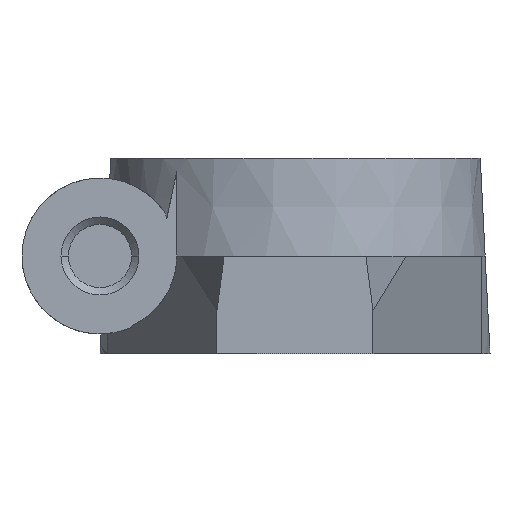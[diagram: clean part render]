
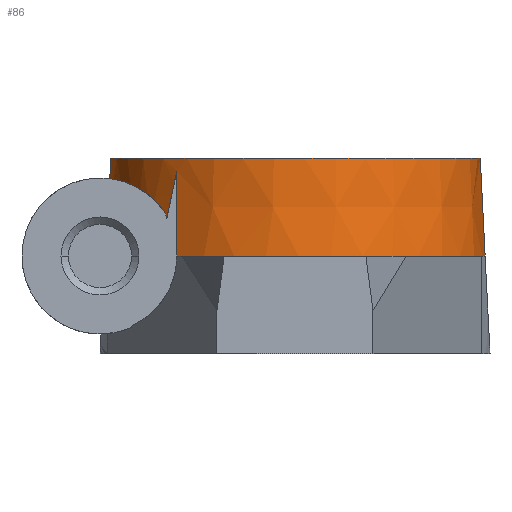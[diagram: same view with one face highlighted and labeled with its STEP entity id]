
A CAD part, left-side view. The second image highlights one B-rep face of the part: STEP entity #86.
In plain terms, the highlighted conical face has half-angle 2.862 degrees and reference radius 9.75 mm.
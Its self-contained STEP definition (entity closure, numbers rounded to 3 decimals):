
#86 = ADVANCED_FACE( '', ( #169 ), #170, .T. );
#169 = FACE_OUTER_BOUND( '', #320, .T. );
#170 = CONICAL_SURFACE( '', #321, 9.75, 0.05 );
#320 = EDGE_LOOP( '', ( #530, #531, #532, #533, #534, #535, #536, #537, #538, #539 ) );
#321 = AXIS2_PLACEMENT_3D( '', #540, #541, #542 );
#530 = ORIENTED_EDGE( '', *, *, #1078, .F. );
#531 = ORIENTED_EDGE( '', *, *, #1079, .F. );
#532 = ORIENTED_EDGE( '', *, *, #1080, .T. );
#533 = ORIENTED_EDGE( '', *, *, #1081, .T. );
#534 = ORIENTED_EDGE( '', *, *, #1082, .T. );
#535 = ORIENTED_EDGE( '', *, *, #1083, .T. );
#536 = ORIENTED_EDGE( '', *, *, #1084, .T. );
#537 = ORIENTED_EDGE( '', *, *, #1085, .T. );
#538 = ORIENTED_EDGE( '', *, *, #1086, .T. );
#539 = ORIENTED_EDGE( '', *, *, #1087, .F. );
#540 = CARTESIAN_POINT( '', ( 0., 0., 5. ) );
#541 = DIRECTION( '', ( 0., 0., -1. ) );
#542 = DIRECTION( '', ( 0., 1., 0. ) );
#1078 = EDGE_CURVE( '', #1307, #1308, #1309, .T. );
#1079 = EDGE_CURVE( '', #1310, #1307, #1311, .T. );
#1080 = EDGE_CURVE( '', #1310, #1312, #1313, .T. );
#1081 = EDGE_CURVE( '', #1312, #1314, #1315, .T. );
#1082 = EDGE_CURVE( '', #1314, #1316, #1317, .T. );
#1083 = EDGE_CURVE( '', #1316, #1318, #1319, .T. );
#1084 = EDGE_CURVE( '', #1318, #1320, #1321, .T. );
#1085 = EDGE_CURVE( '', #1320, #1322, #1323, .T. );
#1086 = EDGE_CURVE( '', #1322, #1324, #1325, .T. );
#1087 = EDGE_CURVE( '', #1308, #1324, #1326, .T. );
#1307 = VERTEX_POINT( '', #1643 );
#1308 = VERTEX_POINT( '', #1644 );
#1309 = LINE( '', #1645, #1646 );
#1310 = VERTEX_POINT( '', #1647 );
#1311 = CIRCLE( '', #1648, 9.5 );
#1312 = VERTEX_POINT( '', #1649 );
#1313 = ( B_SPLINE_CURVE( 2, ( #1651, #1652, #1653 ), .UNSPECIFIED., .F., .F. )B_SPLINE_CURVE_WITH_KNOTS( ( 3, 3 ), ( 0., 5.006 ), .UNSPECIFIED. )RATIONAL_B_SPLINE_CURVE( ( 1., 1., 1. ) )BOUNDED_CURVE(  )REPRESENTATION_ITEM( '' )GEOMETRIC_REPRESENTATION_ITEM(  )CURVE(  ) );
#1314 = VERTEX_POINT( '', #1660 );
#1315 = B_SPLINE_CURVE_WITH_KNOTS( '', 3, ( #1661, #1662, #1663, #1664, #1665, #1666, #1667, #1668, #1669, #1670, #1671, #1672, #1673, #1674, #1675, #1676 ), .UNSPECIFIED., .F., .F., ( 4, 2, 2, 2, 2, 2, 2, 4 ), ( 1.107, 1.119, 2.123, 4.13, 6.137, 7.141, 8.144, 8.335 ), .UNSPECIFIED. );
#1316 = VERTEX_POINT( '', #1677 );
#1317 = ( B_SPLINE_CURVE( 2, ( #1679, #1680, #1681 ), .UNSPECIFIED., .F., .F. )B_SPLINE_CURVE_WITH_KNOTS( ( 3, 3 ), ( 1.87, 1.972 ), .UNSPECIFIED. )RATIONAL_B_SPLINE_CURVE( ( 1., 1., 1. ) )BOUNDED_CURVE(  )REPRESENTATION_ITEM( '' )GEOMETRIC_REPRESENTATION_ITEM(  )CURVE(  ) );
#1318 = VERTEX_POINT( '', #1688 );
#1319 = B_SPLINE_CURVE_WITH_KNOTS( '', 3, ( #1689, #1690, #1691, #1692, #1693, #1694, #1695, #1696, #1697, #1698, #1699, #1700, #1701, #1702, #1703, #1704, #1705, #1706, #1707, #1708, #1709, #1710 ), .UNSPECIFIED., .F., .F., ( 4, 2, 2, 2, 2, 2, 2, 2, 2, 2, 4 ), ( 21.898, 21.901, 22.897, 24.888, 26.879, 27.874, 28.87, 29.51, 30.151, 30.791, 31.31 ), .UNSPECIFIED. );
#1320 = VERTEX_POINT( '', #1711 );
#1321 = ELLIPSE( '', #1712, 44.491, 11.105 );
#1322 = VERTEX_POINT( '', #1713 );
#1323 = ELLIPSE( '', #1714, 41.441, 8.337 );
#1324 = VERTEX_POINT( '', #1715 );
#1325 = ( B_SPLINE_CURVE( 2, ( #1717, #1718, #1719 ), .UNSPECIFIED., .F., .F. )B_SPLINE_CURVE_WITH_KNOTS( ( 3, 3 ), ( 0., 4.359 ), .UNSPECIFIED. )RATIONAL_B_SPLINE_CURVE( ( 1., 1., 1. ) )BOUNDED_CURVE(  )REPRESENTATION_ITEM( '' )GEOMETRIC_REPRESENTATION_ITEM(  )CURVE(  ) );
#1326 = CIRCLE( '', #1726, 9.75 );
#1643 = CARTESIAN_POINT( '', ( 0., -9.5, 10. ) );
#1644 = CARTESIAN_POINT( '', ( 0., -9.75, 5. ) );
#1645 = CARTESIAN_POINT( '', ( 0., -9.75, 5. ) );
#1646 = VECTOR( '', #2154, 1. );
#1647 = CARTESIAN_POINT( '', ( -1., 9.447, 10. ) );
#1648 = AXIS2_PLACEMENT_3D( '', #2155, #2156, #2157 );
#1649 = CARTESIAN_POINT( '', ( -1., 9.499, 8.969 ) );
#1651 = CARTESIAN_POINT( '', ( -1., 9.447, 10. ) );
#1652 = CARTESIAN_POINT( '', ( -1., 9.571, 7.533 ) );
#1653 = CARTESIAN_POINT( '', ( -1., 9.699, 5. ) );
#1660 = CARTESIAN_POINT( '', ( -7., 6.631, 7.157 ) );
#1661 = CARTESIAN_POINT( '', ( -1., 9.499, 8.969 ) );
#1662 = CARTESIAN_POINT( '', ( -1.004, 9.499, 8.968 ) );
#1663 = CARTESIAN_POINT( '', ( -1.008, 9.498, 8.968 ) );
#1664 = CARTESIAN_POINT( '', ( -1.351, 9.462, 8.964 ) );
#1665 = CARTESIAN_POINT( '', ( -1.689, 9.408, 8.957 ) );
#1666 = CARTESIAN_POINT( '', ( -2.693, 9.192, 8.92 ) );
#1667 = CARTESIAN_POINT( '', ( -3.347, 8.976, 8.877 ) );
#1668 = CARTESIAN_POINT( '', ( -4.563, 8.433, 8.692 ) );
#1669 = CARTESIAN_POINT( '', ( -5.126, 8.107, 8.548 ) );
#1670 = CARTESIAN_POINT( '', ( -5.872, 7.588, 8.198 ) );
#1671 = CARTESIAN_POINT( '', ( -6.104, 7.411, 8.059 ) );
#1672 = CARTESIAN_POINT( '', ( -6.531, 7.06, 7.723 ) );
#1673 = CARTESIAN_POINT( '', ( -6.727, 6.886, 7.527 ) );
#1674 = CARTESIAN_POINT( '', ( -6.935, 6.692, 7.25 ) );
#1675 = CARTESIAN_POINT( '', ( -6.968, 6.661, 7.204 ) );
#1676 = CARTESIAN_POINT( '', ( -7., 6.631, 7.157 ) );
#1677 = CARTESIAN_POINT( '', ( -7., 6.638, 7.055 ) );
#1679 = CARTESIAN_POINT( '', ( -7., 6.631, 7.157 ) );
#1680 = CARTESIAN_POINT( '', ( -7., 6.635, 7.106 ) );
#1681 = CARTESIAN_POINT( '', ( -7., 6.638, 7.055 ) );
#1688 = CARTESIAN_POINT( '', ( -7.073, 6.569, 6.938 ) );
#1689 = CARTESIAN_POINT( '', ( -1., 9.502, 8.908 ) );
#1690 = CARTESIAN_POINT( '', ( -1.001, 9.502, 8.908 ) );
#1691 = CARTESIAN_POINT( '', ( -1.003, 9.502, 8.908 ) );
#1692 = CARTESIAN_POINT( '', ( -1.34, 9.466, 8.904 ) );
#1693 = CARTESIAN_POINT( '', ( -1.676, 9.413, 8.897 ) );
#1694 = CARTESIAN_POINT( '', ( -2.673, 9.201, 8.861 ) );
#1695 = CARTESIAN_POINT( '', ( -3.322, 8.988, 8.818 ) );
#1696 = CARTESIAN_POINT( '', ( -4.531, 8.453, 8.635 ) );
#1697 = CARTESIAN_POINT( '', ( -5.091, 8.132, 8.493 ) );
#1698 = CARTESIAN_POINT( '', ( -5.834, 7.621, 8.147 ) );
#1699 = CARTESIAN_POINT( '', ( -6.065, 7.446, 8.01 ) );
#1700 = CARTESIAN_POINT( '', ( -6.491, 7.1, 7.678 ) );
#1701 = CARTESIAN_POINT( '', ( -6.686, 6.929, 7.484 ) );
#1702 = CARTESIAN_POINT( '', ( -6.974, 6.664, 7.104 ) );
#1703 = CARTESIAN_POINT( '', ( -7.08, 6.563, 6.937 ) );
#1704 = CARTESIAN_POINT( '', ( -7.268, 6.382, 6.572 ) );
#1705 = CARTESIAN_POINT( '', ( -7.35, 6.301, 6.375 ) );
#1706 = CARTESIAN_POINT( '', ( -7.485, 6.173, 5.962 ) );
#1707 = CARTESIAN_POINT( '', ( -7.538, 6.125, 5.746 ) );
#1708 = CARTESIAN_POINT( '', ( -7.606, 6.072, 5.352 ) );
#1709 = CARTESIAN_POINT( '', ( -7.627, 6.06, 5.174 ) );
#1710 = CARTESIAN_POINT( '', ( -7.638, 6.06, 5. ) );
#1711 = CARTESIAN_POINT( '', ( -7.072, 6.57, 6.94 ) );
#1712 = AXIS2_PLACEMENT_3D( '', #2158, #2159, #2160 );
#1713 = CARTESIAN_POINT( '', ( -7.358, 6.06, 9.35 ) );
#1714 = AXIS2_PLACEMENT_3D( '', #2161, #2162, #2163 );
#1715 = CARTESIAN_POINT( '', ( -7.638, 6.06, 5. ) );
#1717 = CARTESIAN_POINT( '', ( -7.358, 6.06, 9.35 ) );
#1718 = CARTESIAN_POINT( '', ( -7.497, 6.06, 7.216 ) );
#1719 = CARTESIAN_POINT( '', ( -7.638, 6.06, 5. ) );
#1726 = AXIS2_PLACEMENT_3D( '', #2164, #2165, #2166 );
#2154 = DIRECTION( '', ( 0., -0.05, -0.999 ) );
#2155 = CARTESIAN_POINT( '', ( 0., 0., 10. ) );
#2156 = DIRECTION( '', ( 0., 0., 1. ) );
#2157 = DIRECTION( '', ( 0., 1., 0. ) );
#2158 = CARTESIAN_POINT( '', ( 0., -2.151, -26.236 ) );
#2159 = DIRECTION( '', ( 0., 0.967, -0.254 ) );
#2160 = DIRECTION( '', ( 0., -0.254, -0.967 ) );
#2161 = CARTESIAN_POINT( '', ( 0., 2.027, 28.407 ) );
#2162 = DIRECTION( '', ( 0., 0.978, 0.207 ) );
#2163 = DIRECTION( '', ( 0., -0.207, 0.978 ) );
#2164 = CARTESIAN_POINT( '', ( 0., 0., 5. ) );
#2165 = DIRECTION( '', ( 0., 0., -1. ) );
#2166 = DIRECTION( '', ( 0., 1., 0. ) );
